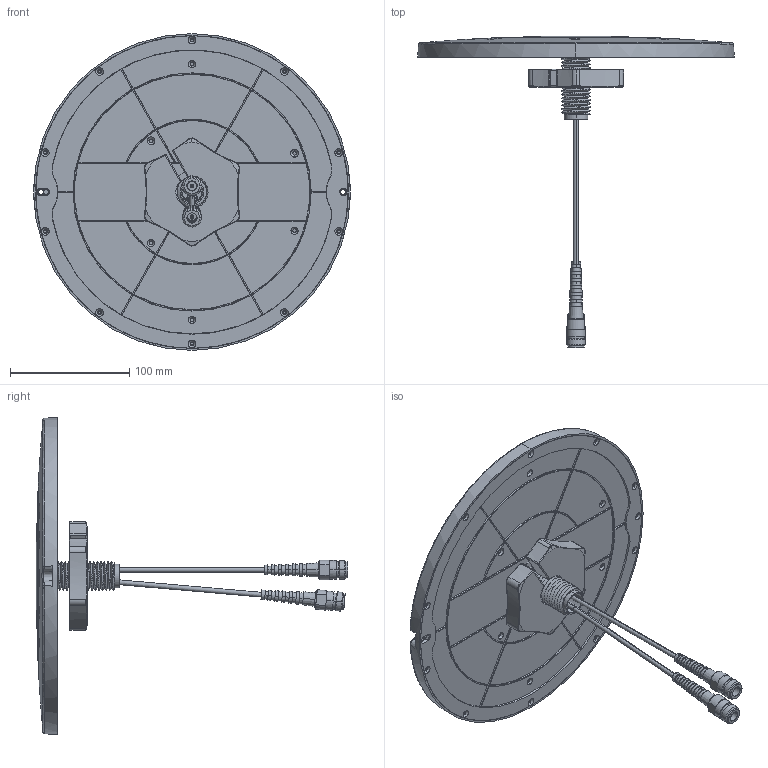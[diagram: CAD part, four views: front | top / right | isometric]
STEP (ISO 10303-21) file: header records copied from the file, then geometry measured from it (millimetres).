
FILE_DESCRIPTION (( 'STEP AP214' ), '1' );
FILE_NAME ('HG65806DPCUPR-NF_3D.STEP', '2021-04-15T14:08:38', ( '' ), ( '' ), 'SwSTEP 2.0', 'SolidWorks 2020', '' );
FILE_SCHEMA (( 'AUTOMOTIVE_DESIGN' ));
Length unit declared in the file: inch
Products named in the file (3): HG65806DPCUPR; HG65806DPCUPR-NF_3D; N FEMALE CONNECTOR, GID 210126
Assembly tree (3 placements, depth 2):
  HG65806DPCUPR-NF_3D
    HG65806DPCUPR
    N FEMALE CONNECTOR, GID 210126  x2
Bounding box: 266 x 261.47 x 266 mm (x, y, z)
Volume: 14202.2 mm3; surface area: 303706.7 mm2
Topology: 4 solids, 9 shells, 881 faces, 2223 edges, 1431 vertices
Faces by surface type: cone 276, plane 230, bspline 191, cylinder 184
Full cylindrical faces by diameter (mm): 20 x1
Entity records: 54150 total; most frequent: CARTESIAN_POINT 36900, ORIENTED_EDGE 4053, DIRECTION 2818, EDGE_CURVE 2037, VERTEX_POINT 1316, AXIS2_PLACEMENT_3D 1141, EDGE_LOOP 903, B_SPLINE_CURVE_WITH_KNOTS 882
